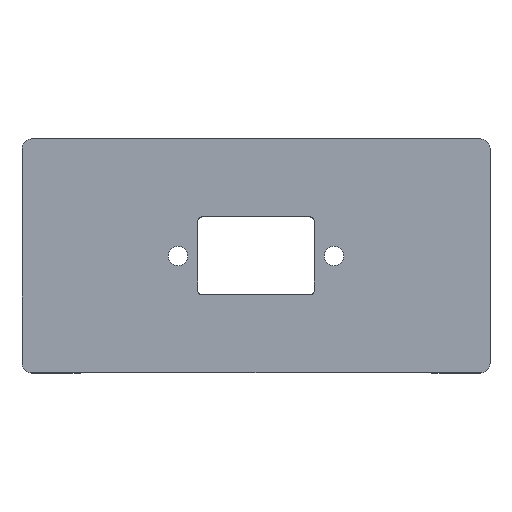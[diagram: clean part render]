
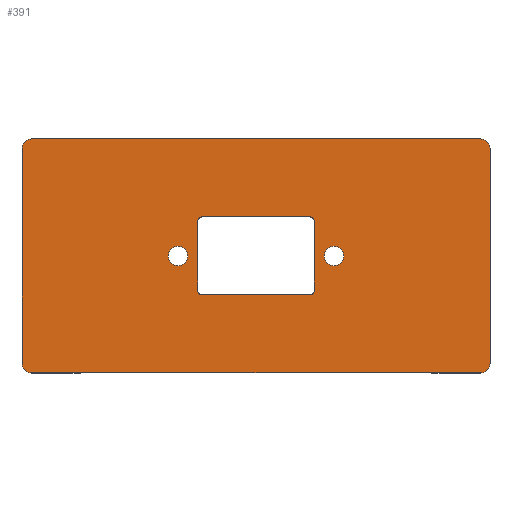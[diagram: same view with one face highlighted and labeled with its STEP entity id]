
A CAD part, top view. The second image highlights one B-rep face of the part: STEP entity #391.
In plain terms, the highlighted planar face has unit normal (0, 0, 1).
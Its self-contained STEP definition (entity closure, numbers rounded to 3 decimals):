
#224=CARTESIAN_POINT('',(0.,0.,4.));
#225=DIRECTION('',(0.,0.,1.));
#226=DIRECTION('',(1.,0.,0.));
#227=AXIS2_PLACEMENT_3D('',#224,#225,#226);
#228=PLANE('',#227);
#229=CARTESIAN_POINT('',(-7.,0.,4.));
#230=VERTEX_POINT('',#229);
#231=CARTESIAN_POINT('',(-8.,0.,4.));
#232=DIRECTION('',(0.,0.,1.));
#233=DIRECTION('',(1.,0.,-0.));
#234=AXIS2_PLACEMENT_3D('',#231,#232,#233);
#235=CIRCLE('',#234,1.);
#236=EDGE_CURVE('',#230,#230,#235,.T.);
#237=ORIENTED_EDGE('',*,*,#236,.F.);
#238=EDGE_LOOP('',(#237));
#239=FACE_BOUND('',#238,.T.);
#240=CARTESIAN_POINT('',(9.,0.,4.));
#241=VERTEX_POINT('',#240);
#242=CARTESIAN_POINT('',(8.,0.,4.));
#243=DIRECTION('',(0.,0.,1.));
#244=DIRECTION('',(1.,0.,-0.));
#245=AXIS2_PLACEMENT_3D('',#242,#243,#244);
#246=CIRCLE('',#245,1.);
#247=EDGE_CURVE('',#241,#241,#246,.T.);
#248=ORIENTED_EDGE('',*,*,#247,.F.);
#249=EDGE_LOOP('',(#248));
#250=FACE_BOUND('',#249,.T.);
#251=CARTESIAN_POINT('',(24.,11.,4.));
#252=VERTEX_POINT('',#251);
#253=CARTESIAN_POINT('',(24.,-11.,4.));
#254=VERTEX_POINT('',#253);
#255=CARTESIAN_POINT('',(24.,11.,4.));
#256=DIRECTION('',(0.,-1.,0.));
#257=VECTOR('',#256,22.);
#258=LINE('',#255,#257);
#259=EDGE_CURVE('',#252,#254,#258,.T.);
#260=ORIENTED_EDGE('',*,*,#259,.F.);
#261=CARTESIAN_POINT('',(23.,12.,4.));
#262=VERTEX_POINT('',#261);
#263=CARTESIAN_POINT('',(23.,11.,4.));
#264=DIRECTION('',(0.,0.,1.));
#265=DIRECTION('',(1.,0.,-0.));
#266=AXIS2_PLACEMENT_3D('',#263,#264,#265);
#267=CIRCLE('',#266,1.);
#268=EDGE_CURVE('',#252,#262,#267,.T.);
#269=ORIENTED_EDGE('',*,*,#268,.T.);
#270=CARTESIAN_POINT('',(-23.,12.,4.));
#271=VERTEX_POINT('',#270);
#272=CARTESIAN_POINT('',(-23.,12.,4.));
#273=DIRECTION('',(1.,0.,-0.));
#274=VECTOR('',#273,46.);
#275=LINE('',#272,#274);
#276=EDGE_CURVE('',#271,#262,#275,.T.);
#277=ORIENTED_EDGE('',*,*,#276,.F.);
#278=CARTESIAN_POINT('',(-24.,11.,4.));
#279=VERTEX_POINT('',#278);
#280=CARTESIAN_POINT('',(-23.,11.,4.));
#281=DIRECTION('',(0.,0.,1.));
#282=DIRECTION('',(1.,0.,-0.));
#283=AXIS2_PLACEMENT_3D('',#280,#281,#282);
#284=CIRCLE('',#283,1.);
#285=EDGE_CURVE('',#271,#279,#284,.T.);
#286=ORIENTED_EDGE('',*,*,#285,.T.);
#287=CARTESIAN_POINT('',(-24.,-11.,4.));
#288=VERTEX_POINT('',#287);
#289=CARTESIAN_POINT('',(-24.,-11.,4.));
#290=DIRECTION('',(0.,1.,0.));
#291=VECTOR('',#290,22.);
#292=LINE('',#289,#291);
#293=EDGE_CURVE('',#288,#279,#292,.T.);
#294=ORIENTED_EDGE('',*,*,#293,.F.);
#295=CARTESIAN_POINT('',(-23.,-12.,4.));
#296=VERTEX_POINT('',#295);
#297=CARTESIAN_POINT('',(-23.,-11.,4.));
#298=DIRECTION('',(0.,0.,1.));
#299=DIRECTION('',(1.,0.,-0.));
#300=AXIS2_PLACEMENT_3D('',#297,#298,#299);
#301=CIRCLE('',#300,1.);
#302=EDGE_CURVE('',#288,#296,#301,.T.);
#303=ORIENTED_EDGE('',*,*,#302,.T.);
#304=CARTESIAN_POINT('',(23.,-12.,4.));
#305=VERTEX_POINT('',#304);
#306=CARTESIAN_POINT('',(23.,-12.,4.));
#307=DIRECTION('',(-1.,0.,0.));
#308=VECTOR('',#307,46.);
#309=LINE('',#306,#308);
#310=EDGE_CURVE('',#305,#296,#309,.T.);
#311=ORIENTED_EDGE('',*,*,#310,.F.);
#312=CARTESIAN_POINT('',(23.,-11.,4.));
#313=DIRECTION('',(0.,0.,1.));
#314=DIRECTION('',(1.,0.,-0.));
#315=AXIS2_PLACEMENT_3D('',#312,#313,#314);
#316=CIRCLE('',#315,1.);
#317=EDGE_CURVE('',#305,#254,#316,.T.);
#318=ORIENTED_EDGE('',*,*,#317,.T.);
#319=EDGE_LOOP('',(#260,#269,#277,#286,#294,#303,#311,#318));
#320=FACE_BOUND('',#319,.T.);
#321=CARTESIAN_POINT('',(5.5,-4.,4.));
#322=VERTEX_POINT('',#321);
#323=CARTESIAN_POINT('',(-5.5,-4.,4.));
#324=VERTEX_POINT('',#323);
#325=CARTESIAN_POINT('',(5.5,-4.,4.));
#326=DIRECTION('',(-1.,0.,0.));
#327=VECTOR('',#326,11.);
#328=LINE('',#325,#327);
#329=EDGE_CURVE('',#322,#324,#328,.T.);
#330=ORIENTED_EDGE('',*,*,#329,.T.);
#331=CARTESIAN_POINT('',(-6.,-3.5,4.));
#332=VERTEX_POINT('',#331);
#333=CARTESIAN_POINT('',(-5.5,-3.5,4.));
#334=DIRECTION('',(-0.,-0.,-1.));
#335=DIRECTION('',(1.,0.,-0.));
#336=AXIS2_PLACEMENT_3D('',#333,#334,#335);
#337=CIRCLE('',#336,0.5);
#338=EDGE_CURVE('',#324,#332,#337,.T.);
#339=ORIENTED_EDGE('',*,*,#338,.T.);
#340=CARTESIAN_POINT('',(-6.,3.5,4.));
#341=VERTEX_POINT('',#340);
#342=CARTESIAN_POINT('',(-6.,-3.5,4.));
#343=DIRECTION('',(0.,1.,0.));
#344=VECTOR('',#343,7.);
#345=LINE('',#342,#344);
#346=EDGE_CURVE('',#332,#341,#345,.T.);
#347=ORIENTED_EDGE('',*,*,#346,.T.);
#348=CARTESIAN_POINT('',(-5.5,4.,4.));
#349=VERTEX_POINT('',#348);
#350=CARTESIAN_POINT('',(-5.5,3.5,4.));
#351=DIRECTION('',(-0.,-0.,-1.));
#352=DIRECTION('',(1.,0.,-0.));
#353=AXIS2_PLACEMENT_3D('',#350,#351,#352);
#354=CIRCLE('',#353,0.5);
#355=EDGE_CURVE('',#341,#349,#354,.T.);
#356=ORIENTED_EDGE('',*,*,#355,.T.);
#357=CARTESIAN_POINT('',(5.5,4.,4.));
#358=VERTEX_POINT('',#357);
#359=CARTESIAN_POINT('',(-5.5,4.,4.));
#360=DIRECTION('',(1.,0.,-0.));
#361=VECTOR('',#360,11.);
#362=LINE('',#359,#361);
#363=EDGE_CURVE('',#349,#358,#362,.T.);
#364=ORIENTED_EDGE('',*,*,#363,.T.);
#365=CARTESIAN_POINT('',(6.,3.5,4.));
#366=VERTEX_POINT('',#365);
#367=CARTESIAN_POINT('',(5.5,3.5,4.));
#368=DIRECTION('',(-0.,-0.,-1.));
#369=DIRECTION('',(1.,0.,-0.));
#370=AXIS2_PLACEMENT_3D('',#367,#368,#369);
#371=CIRCLE('',#370,0.5);
#372=EDGE_CURVE('',#358,#366,#371,.T.);
#373=ORIENTED_EDGE('',*,*,#372,.T.);
#374=CARTESIAN_POINT('',(6.,-3.5,4.));
#375=VERTEX_POINT('',#374);
#376=CARTESIAN_POINT('',(6.,3.5,4.));
#377=DIRECTION('',(0.,-1.,0.));
#378=VECTOR('',#377,7.);
#379=LINE('',#376,#378);
#380=EDGE_CURVE('',#366,#375,#379,.T.);
#381=ORIENTED_EDGE('',*,*,#380,.T.);
#382=CARTESIAN_POINT('',(5.5,-3.5,4.));
#383=DIRECTION('',(-0.,-0.,-1.));
#384=DIRECTION('',(1.,0.,-0.));
#385=AXIS2_PLACEMENT_3D('',#382,#383,#384);
#386=CIRCLE('',#385,0.5);
#387=EDGE_CURVE('',#375,#322,#386,.T.);
#388=ORIENTED_EDGE('',*,*,#387,.T.);
#389=EDGE_LOOP('',(#330,#339,#347,#356,#364,#373,#381,#388));
#390=FACE_BOUND('',#389,.T.);
#391=ADVANCED_FACE('',(#239,#250,#320,#390),#228,.T.);
